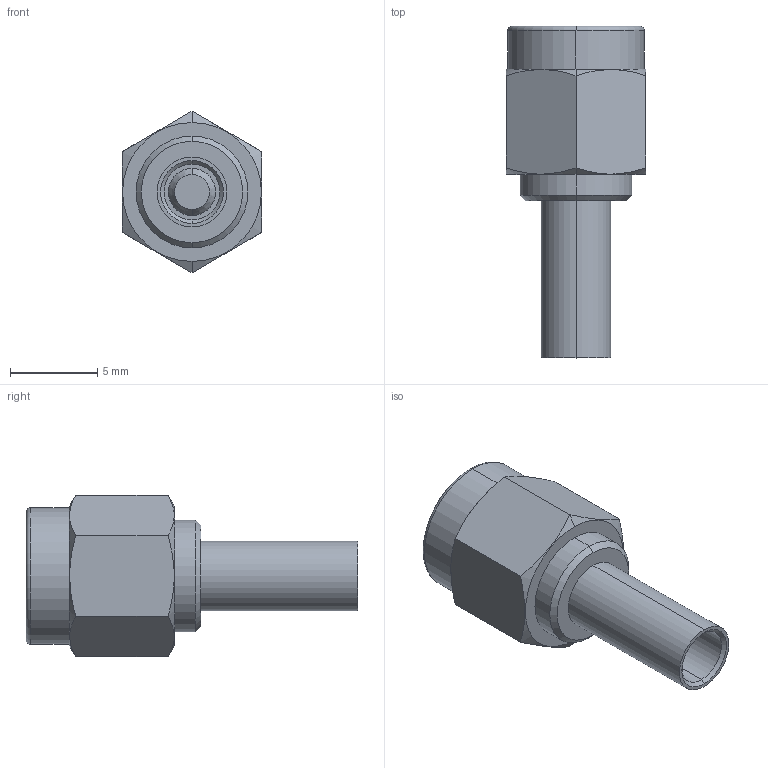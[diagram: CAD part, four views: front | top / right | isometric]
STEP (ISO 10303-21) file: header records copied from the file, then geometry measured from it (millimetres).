
FILE_DESCRIPTION((''),'2;1');
FILE_NAME('2','2021-08-11T',('Administrator'),(''),'PRO/ENGINEER BY PARAMETRIC TECHNOLOGY CORPORATION, 2012090','PRO/ENGINEER BY PARAMETRIC TECHNOLOGY CORPORATION, 2012090','');
FILE_SCHEMA(('CONFIG_CONTROL_DESIGN'));
Length unit declared in the file: millimetre
Products named in the file (1): 2
Bounding box: 8.01 x 19 x 9.25 mm (x, y, z)
Volume: 415.7 mm3; surface area: 810.1 mm2
Topology: 1 solids, 1 shells, 70 faces, 153 edges, 95 vertices
Faces by surface type: cylinder 26, plane 20, cone 16, bspline 6, torus 2
Entity records: 3424 total; most frequent: CARTESIAN_POINT 1887, ORIENTED_EDGE 306, DIRECTION 304, EDGE_CURVE 153, AXIS2_PLACEMENT_3D 124, VERTEX_POINT 95, EDGE_LOOP 80, FACE_OUTER_BOUND 70
